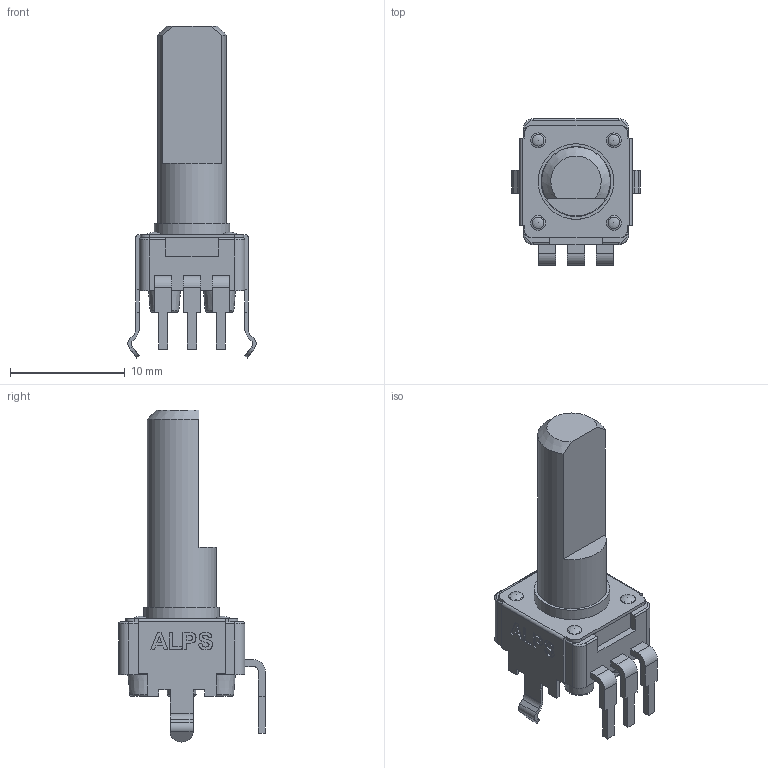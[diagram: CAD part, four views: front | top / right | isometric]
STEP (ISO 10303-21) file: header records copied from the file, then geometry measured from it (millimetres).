
FILE_DESCRIPTION(/* description */ (''),/* implementation_level */ '2;1');
FILE_NAME(/* name */ 'Alps Alpine RK09K11310KB Pot v2.step',/* time_stamp */ '2021-05-04T15:58:10+01:00',/* author */ (''),/* organization */ (''),/* preprocessor_version */ 'ST-DEVELOPER v18.1',/* originating_system */ 'Autodesk Translation Framework v10.6.0.1341',/* authorisation */ '');
FILE_SCHEMA (('AUTOMOTIVE_DESIGN { 1 0 10303 214 3 1 1 }'));
Length unit declared in the file: millimetre
Products named in the file (2): Alps Alpine RK09K11310KB Pot; Component1
Assembly tree (1 placements, depth 2):
  Alps Alpine RK09K11310KB Pot
    Component1
Bounding box: 11.21 x 12.8 x 28.98 mm (x, y, z)
Volume: 1037.9 mm3; surface area: 1486.9 mm2
Topology: 6 solids, 6 shells, 260 faces, 676 edges, 446 vertices
Faces by surface type: plane 147, bspline 49, cylinder 47, torus 10, cone 7
Full cylindrical faces by diameter (mm): 1 x8, 1.3 x4, 6 x1, 6.1 x1, 6.2 x1, 6.6 x1
Entity records: 8302 total; most frequent: CARTESIAN_POINT 2098, ORIENTED_EDGE 1344, DIRECTION 1123, EDGE_CURVE 672, VERTEX_POINT 446, LINE 433, VECTOR 433, AXIS2_PLACEMENT_3D 345
